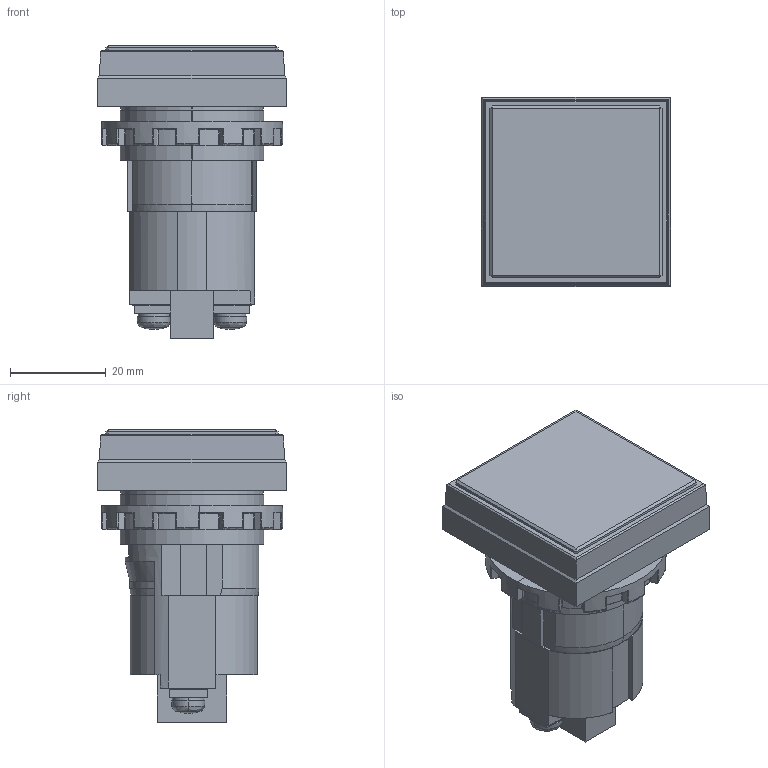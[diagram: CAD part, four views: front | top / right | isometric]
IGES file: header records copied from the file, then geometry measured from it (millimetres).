
Start section: SolidWorks IGES file using analytic representation for surfaces
Global section: file name: HN2P-1Q4&_rev1.0.IGS; native system: SolidWorks 2019; preprocessor: SolidWorks 2019; author: 1003605; date: 220117.104053; units: millimetre
Bounding box: 39.6 x 39.6 x 61.3 mm (x, y, z)
Surface area: 11372.1 mm2 (no closed solid volume)
Topology: 0 solids, 0 shells, 284 faces, 2728 edges, 2705 vertices
Faces by surface type: bspline 178, revolution 106
